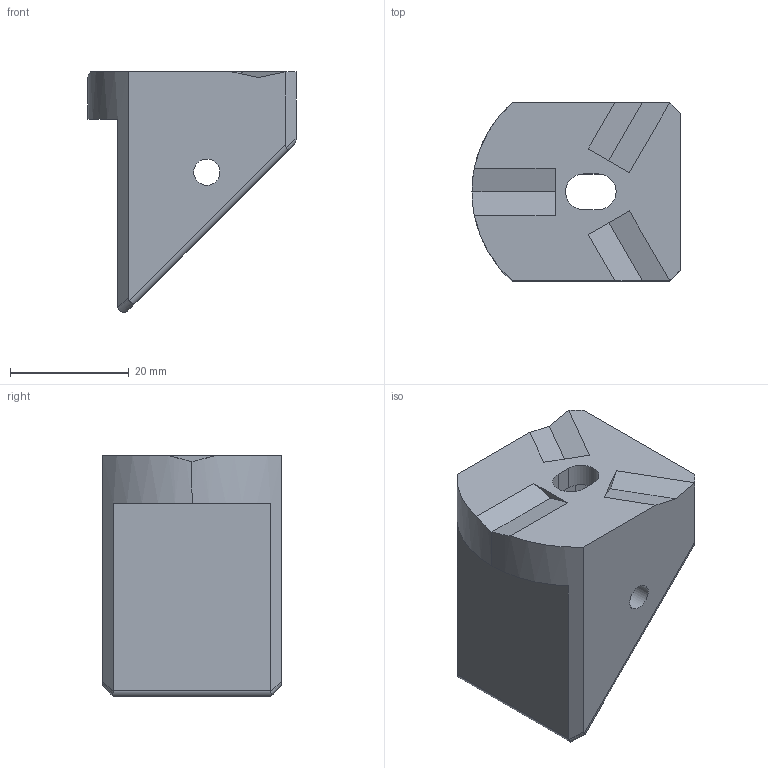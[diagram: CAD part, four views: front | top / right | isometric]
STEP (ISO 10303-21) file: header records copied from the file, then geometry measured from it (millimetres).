
FILE_DESCRIPTION(('FreeCAD Model'),'2;1');
FILE_NAME('Open CASCADE Shape Model','2021-08-13T11:18:44',('Author'),( ''),'Open CASCADE STEP processor 7.4','FreeCAD','Unknown');
FILE_SCHEMA(('AUTOMOTIVE_DESIGN_CC2 { 1 2 10303 214 -1 1 5 4 }'));
Length unit declared in the file: millimetre
Products named in the file (1): MirrorPad
Bounding box: 35 x 30 x 40.49 mm (x, y, z)
Volume: 20815.7 mm3; surface area: 6658.8 mm2
Topology: 1 solids, 1 shells, 59 faces, 163 edges, 107 vertices
Faces by surface type: plane 37, cylinder 16, bspline 6
Full cylindrical faces by diameter (mm): 4.4 x2
Entity records: 5748 total; most frequent: CARTESIAN_POINT 2628, DIRECTION 529, LINE 341, VECTOR 341, ORIENTED_EDGE 326, PCURVE 326, DEFINITIONAL_REPRESENTATION 326, EDGE_CURVE 163
